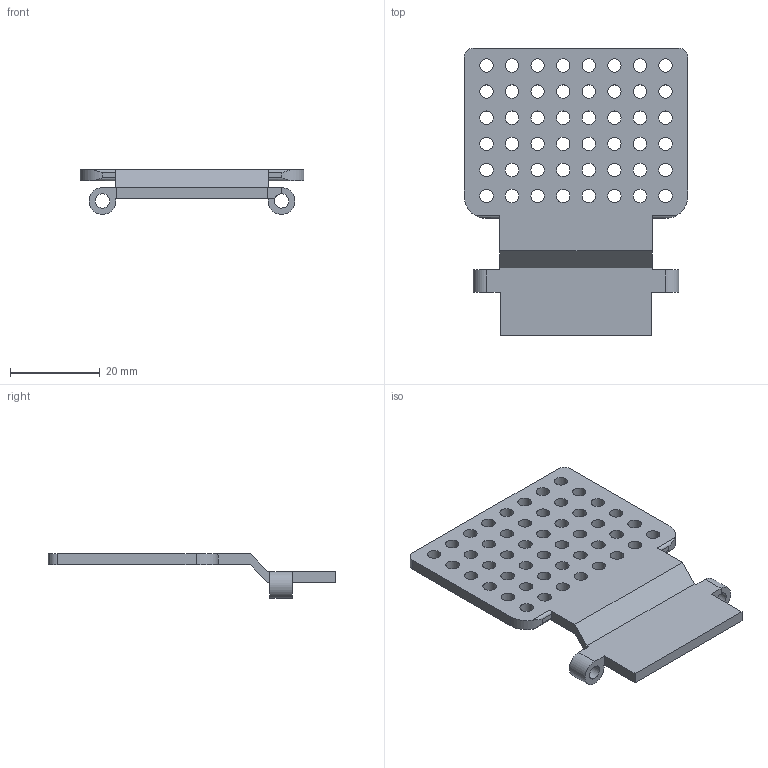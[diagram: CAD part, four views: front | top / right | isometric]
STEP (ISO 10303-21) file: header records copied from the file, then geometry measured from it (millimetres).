
FILE_DESCRIPTION(/* description */ (''),/* implementation_level */ '2;1');
FILE_NAME(/* name */ 'Basic Expansion Shelf .75 Raised.stp',/* time_stamp */ '2016-12-10T21:02:50-08:00',/* author */ (''),/* organization */ (''),/* preprocessor_version */ 'ST-DEVELOPER v15.2',/* originating_system */ 'Autodesk Translator Framework v2.0.0.5431',/* authorisation */ '');
FILE_SCHEMA (('AUTOMOTIVE_DESIGN { 1 0 10303 214 3 1 1 }'));
Length unit declared in the file: centimetre
Products named in the file (1): (Unsaved)
Bounding box: 50 x 64.19 x 10 mm (x, y, z)
Volume: 6311.5 mm3; surface area: 7014.1 mm2
Topology: 1 solids, 1 shells, 81 faces, 238 edges, 158 vertices
Faces by surface type: cylinder 60, plane 21
Full cylindrical faces by diameter (mm): 3 x48, 3.2 x2
Entity records: 2725 total; most frequent: DIRECTION 464, CARTESIAN_POINT 446, ORIENTED_EDGE 374, EDGE_LOOP 230, AXIS2_PLACEMENT_3D 199, EDGE_CURVE 187, VERTEX_POINT 157, FACE_BOUND 150
